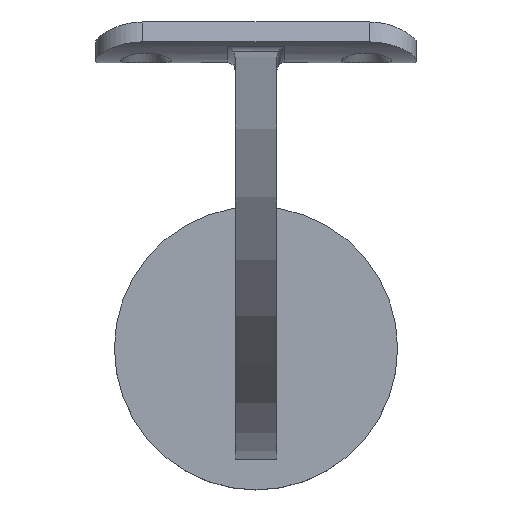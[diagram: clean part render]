
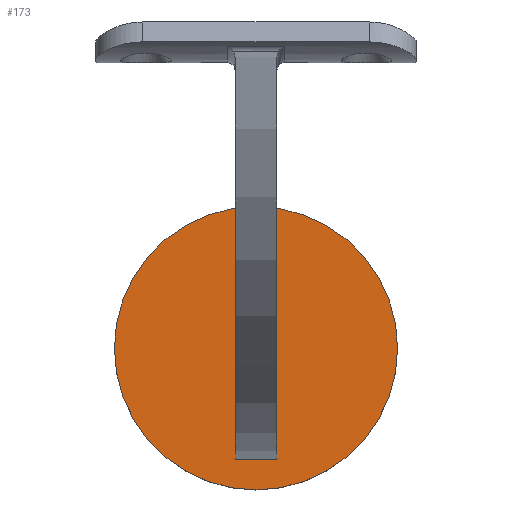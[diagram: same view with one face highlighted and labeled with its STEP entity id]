
A CAD part, top view. The second image highlights one B-rep face of the part: STEP entity #173.
In plain terms, the highlighted planar face has unit normal (0, 0, 1).
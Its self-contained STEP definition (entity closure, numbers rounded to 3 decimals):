
#124=LINE('',#1686,#145);
#126=LINE('',#1707,#147);
#127=LINE('',#1720,#148);
#128=LINE('',#1731,#149);
#145=VECTOR('',#806,1.);
#147=VECTOR('',#812,1.);
#148=VECTOR('',#827,1.);
#149=VECTOR('',#840,1.);
#173=ADVANCED_FACE('',(#234,#235),#198,.T.);
#198=PLANE('',#713);
#234=FACE_BOUND('',#299,.T.);
#235=FACE_BOUND('',#300,.T.);
#299=EDGE_LOOP('',(#430));
#300=EDGE_LOOP('',(#431,#432,#433,#434));
#430=ORIENTED_EDGE('',*,*,#603,.T.);
#431=ORIENTED_EDGE('',*,*,#590,.F.);
#432=ORIENTED_EDGE('',*,*,#583,.F.);
#433=ORIENTED_EDGE('',*,*,#596,.T.);
#434=ORIENTED_EDGE('',*,*,#578,.F.);
#508=VERTEX_POINT('',#1680);
#511=VERTEX_POINT('',#1685);
#516=VERTEX_POINT('',#1706);
#517=VERTEX_POINT('',#1708);
#532=VERTEX_POINT('',#1749);
#578=EDGE_CURVE('',#511,#508,#124,.T.);
#583=EDGE_CURVE('',#516,#517,#126,.T.);
#590=EDGE_CURVE('',#517,#511,#127,.T.);
#596=EDGE_CURVE('',#516,#508,#128,.T.);
#603=EDGE_CURVE('',#532,#532,#641,.T.);
#641=CIRCLE('',#712,27.);
#712=AXIS2_PLACEMENT_3D('',#1748,#861,#862);
#713=AXIS2_PLACEMENT_3D('',#1750,#863,#864);
#806=DIRECTION('',(-1.,0.,0.));
#812=DIRECTION('',(1.,0.,0.));
#827=DIRECTION('',(0.,1.,0.));
#840=DIRECTION('',(0.,1.,0.));
#861=DIRECTION('',(0.,0.,1.));
#862=DIRECTION('',(1.,0.,0.));
#863=DIRECTION('',(0.,0.,1.));
#864=DIRECTION('',(1.,0.,0.));
#1680=CARTESIAN_POINT('',(-4.,20.77,10.));
#1685=CARTESIAN_POINT('',(4.,20.77,10.));
#1686=CARTESIAN_POINT('',(4.,20.77,10.));
#1706=CARTESIAN_POINT('',(-4.,-21.14,10.));
#1707=CARTESIAN_POINT('',(4.,-21.14,10.));
#1708=CARTESIAN_POINT('',(4.,-21.14,10.));
#1720=CARTESIAN_POINT('',(4.,129.833,10.));
#1731=CARTESIAN_POINT('',(-4.,129.833,10.));
#1748=CARTESIAN_POINT('',(0.,0.,10.));
#1749=CARTESIAN_POINT('',(27.,0.,10.));
#1750=CARTESIAN_POINT('',(-8.75,0.,10.));
